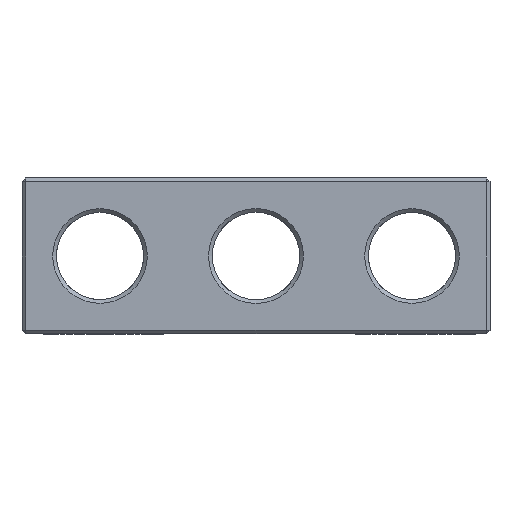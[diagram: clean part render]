
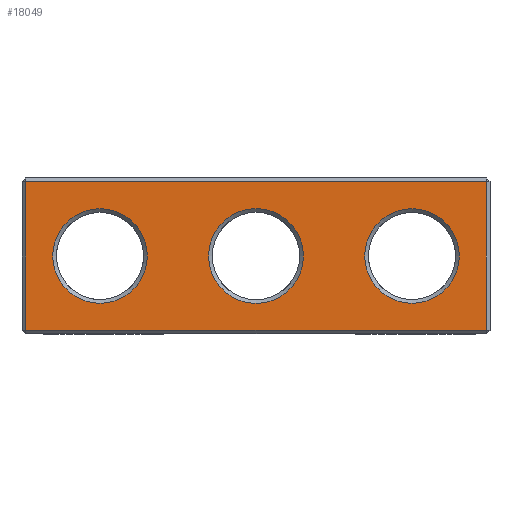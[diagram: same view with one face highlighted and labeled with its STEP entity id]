
A CAD part, front view. The second image highlights one B-rep face of the part: STEP entity #18049.
In plain terms, the highlighted planar face has unit normal (0, -1, 0).
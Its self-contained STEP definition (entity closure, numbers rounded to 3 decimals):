
#1553 = PLANE('',#1554);
#1554 = AXIS2_PLACEMENT_3D('',#1555,#1556,#1557);
#1555 = CARTESIAN_POINT('',(-31.25,-6.1,0.15));
#1556 = DIRECTION('',(0.,-0.707,-0.707));
#1557 = DIRECTION('',(-1.,-0.,-0.));
#10625 = VERTEX_POINT('',#10626);
#10626 = CARTESIAN_POINT('',(-30.95,-6.25,0.3));
#10652 = EDGE_CURVE('',#10625,#10653,#10655,.T.);
#10653 = VERTEX_POINT('',#10654);
#10654 = CARTESIAN_POINT('',(5.95,-6.25,0.3));
#10655 = SURFACE_CURVE('',#10656,(#10660,#10667),.PCURVE_S1.);
#10656 = LINE('',#10657,#10658);
#10657 = CARTESIAN_POINT('',(-31.25,-6.25,0.3));
#10658 = VECTOR('',#10659,1.);
#10659 = DIRECTION('',(1.,0.,0.));
#10660 = PCURVE('',#1553,#10661);
#10661 = DEFINITIONAL_REPRESENTATION('',(#10662),#10666);
#10662 = LINE('',#10663,#10664);
#10663 = CARTESIAN_POINT('',(-0.,-0.212));
#10664 = VECTOR('',#10665,1.);
#10665 = DIRECTION('',(-1.,0.));
#10666 = ( GEOMETRIC_REPRESENTATION_CONTEXT(2) 
PARAMETRIC_REPRESENTATION_CONTEXT() REPRESENTATION_CONTEXT('2D SPACE',''
  ) );
#10667 = PCURVE('',#10668,#10673);
#10668 = PLANE('',#10669);
#10669 = AXIS2_PLACEMENT_3D('',#10670,#10671,#10672);
#10670 = CARTESIAN_POINT('',(-31.25,-6.25,0.));
#10671 = DIRECTION('',(0.,1.,0.));
#10672 = DIRECTION('',(1.,0.,0.));
#10673 = DEFINITIONAL_REPRESENTATION('',(#10674),#10678);
#10674 = LINE('',#10675,#10676);
#10675 = CARTESIAN_POINT('',(0.,-0.3));
#10676 = VECTOR('',#10677,1.);
#10677 = DIRECTION('',(1.,0.));
#10678 = ( GEOMETRIC_REPRESENTATION_CONTEXT(2) 
PARAMETRIC_REPRESENTATION_CONTEXT() REPRESENTATION_CONTEXT('2D SPACE',''
  ) );
#17435 = PLANE('',#17436);
#17436 = AXIS2_PLACEMENT_3D('',#17437,#17438,#17439);
#17437 = CARTESIAN_POINT('',(6.1,-6.1,0.));
#17438 = DIRECTION('',(0.707,-0.707,0.));
#17439 = DIRECTION('',(-0.,-0.,-1.));
#18038 = PLANE('',#18039);
#18039 = AXIS2_PLACEMENT_3D('',#18040,#18041,#18042);
#18040 = CARTESIAN_POINT('',(-31.1,-6.1,0.));
#18041 = DIRECTION('',(-0.707,-0.707,0.));
#18042 = DIRECTION('',(-0.,-0.,-1.));
#18049 = ADVANCED_FACE('',(#18050,#18125,#18160,#18191),#10668,.F.);
#18050 = FACE_BOUND('',#18051,.F.);
#18051 = EDGE_LOOP('',(#18052,#18082,#18103,#18104));
#18052 = ORIENTED_EDGE('',*,*,#18053,.T.);
#18053 = EDGE_CURVE('',#18054,#18056,#18058,.T.);
#18054 = VERTEX_POINT('',#18055);
#18055 = CARTESIAN_POINT('',(-30.95,-6.25,12.2));
#18056 = VERTEX_POINT('',#18057);
#18057 = CARTESIAN_POINT('',(5.95,-6.25,12.2));
#18058 = SURFACE_CURVE('',#18059,(#18063,#18070),.PCURVE_S1.);
#18059 = LINE('',#18060,#18061);
#18060 = CARTESIAN_POINT('',(-31.25,-6.25,12.2));
#18061 = VECTOR('',#18062,1.);
#18062 = DIRECTION('',(1.,0.,0.));
#18063 = PCURVE('',#10668,#18064);
#18064 = DEFINITIONAL_REPRESENTATION('',(#18065),#18069);
#18065 = LINE('',#18066,#18067);
#18066 = CARTESIAN_POINT('',(0.,-12.2));
#18067 = VECTOR('',#18068,1.);
#18068 = DIRECTION('',(1.,0.));
#18069 = ( GEOMETRIC_REPRESENTATION_CONTEXT(2) 
PARAMETRIC_REPRESENTATION_CONTEXT() REPRESENTATION_CONTEXT('2D SPACE',''
  ) );
#18070 = PCURVE('',#18071,#18076);
#18071 = PLANE('',#18072);
#18072 = AXIS2_PLACEMENT_3D('',#18073,#18074,#18075);
#18073 = CARTESIAN_POINT('',(-31.25,-6.1,12.35));
#18074 = DIRECTION('',(0.,0.707,-0.707));
#18075 = DIRECTION('',(-1.,-0.,-0.));
#18076 = DEFINITIONAL_REPRESENTATION('',(#18077),#18081);
#18077 = LINE('',#18078,#18079);
#18078 = CARTESIAN_POINT('',(-0.,-0.212));
#18079 = VECTOR('',#18080,1.);
#18080 = DIRECTION('',(-1.,0.));
#18081 = ( GEOMETRIC_REPRESENTATION_CONTEXT(2) 
PARAMETRIC_REPRESENTATION_CONTEXT() REPRESENTATION_CONTEXT('2D SPACE',''
  ) );
#18082 = ORIENTED_EDGE('',*,*,#18083,.F.);
#18083 = EDGE_CURVE('',#10653,#18056,#18084,.T.);
#18084 = SURFACE_CURVE('',#18085,(#18089,#18096),.PCURVE_S1.);
#18085 = LINE('',#18086,#18087);
#18086 = CARTESIAN_POINT('',(5.95,-6.25,0.));
#18087 = VECTOR('',#18088,1.);
#18088 = DIRECTION('',(0.,0.,1.));
#18089 = PCURVE('',#10668,#18090);
#18090 = DEFINITIONAL_REPRESENTATION('',(#18091),#18095);
#18091 = LINE('',#18092,#18093);
#18092 = CARTESIAN_POINT('',(37.2,0.));
#18093 = VECTOR('',#18094,1.);
#18094 = DIRECTION('',(0.,-1.));
#18095 = ( GEOMETRIC_REPRESENTATION_CONTEXT(2) 
PARAMETRIC_REPRESENTATION_CONTEXT() REPRESENTATION_CONTEXT('2D SPACE',''
  ) );
#18096 = PCURVE('',#17435,#18097);
#18097 = DEFINITIONAL_REPRESENTATION('',(#18098),#18102);
#18098 = LINE('',#18099,#18100);
#18099 = CARTESIAN_POINT('',(-0.,-0.212));
#18100 = VECTOR('',#18101,1.);
#18101 = DIRECTION('',(-1.,0.));
#18102 = ( GEOMETRIC_REPRESENTATION_CONTEXT(2) 
PARAMETRIC_REPRESENTATION_CONTEXT() REPRESENTATION_CONTEXT('2D SPACE',''
  ) );
#18103 = ORIENTED_EDGE('',*,*,#10652,.F.);
#18104 = ORIENTED_EDGE('',*,*,#18105,.T.);
#18105 = EDGE_CURVE('',#10625,#18054,#18106,.T.);
#18106 = SURFACE_CURVE('',#18107,(#18111,#18118),.PCURVE_S1.);
#18107 = LINE('',#18108,#18109);
#18108 = CARTESIAN_POINT('',(-30.95,-6.25,0.));
#18109 = VECTOR('',#18110,1.);
#18110 = DIRECTION('',(0.,0.,1.));
#18111 = PCURVE('',#10668,#18112);
#18112 = DEFINITIONAL_REPRESENTATION('',(#18113),#18117);
#18113 = LINE('',#18114,#18115);
#18114 = CARTESIAN_POINT('',(0.3,0.));
#18115 = VECTOR('',#18116,1.);
#18116 = DIRECTION('',(0.,-1.));
#18117 = ( GEOMETRIC_REPRESENTATION_CONTEXT(2) 
PARAMETRIC_REPRESENTATION_CONTEXT() REPRESENTATION_CONTEXT('2D SPACE',''
  ) );
#18118 = PCURVE('',#18038,#18119);
#18119 = DEFINITIONAL_REPRESENTATION('',(#18120),#18124);
#18120 = LINE('',#18121,#18122);
#18121 = CARTESIAN_POINT('',(-0.,0.212));
#18122 = VECTOR('',#18123,1.);
#18123 = DIRECTION('',(-1.,0.));
#18124 = ( GEOMETRIC_REPRESENTATION_CONTEXT(2) 
PARAMETRIC_REPRESENTATION_CONTEXT() REPRESENTATION_CONTEXT('2D SPACE',''
  ) );
#18125 = FACE_BOUND('',#18126,.F.);
#18126 = EDGE_LOOP('',(#18127));
#18127 = ORIENTED_EDGE('',*,*,#18128,.T.);
#18128 = EDGE_CURVE('',#18129,#18129,#18131,.T.);
#18129 = VERTEX_POINT('',#18130);
#18130 = CARTESIAN_POINT('',(-25.,-6.25,10.04));
#18131 = SURFACE_CURVE('',#18132,(#18137,#18148),.PCURVE_S1.);
#18132 = CIRCLE('',#18133,3.79);
#18133 = AXIS2_PLACEMENT_3D('',#18134,#18135,#18136);
#18134 = CARTESIAN_POINT('',(-25.,-6.25,6.25));
#18135 = DIRECTION('',(0.,-1.,0.));
#18136 = DIRECTION('',(0.,0.,1.));
#18137 = PCURVE('',#10668,#18138);
#18138 = DEFINITIONAL_REPRESENTATION('',(#18139),#18147);
#18139 = ( BOUNDED_CURVE() B_SPLINE_CURVE(2,(#18140,#18141,#18142,#18143
    ,#18144,#18145,#18146),.UNSPECIFIED.,.T.,.F.) 
B_SPLINE_CURVE_WITH_KNOTS((1,2,2,2,2,1),(-2.094,0.,
    2.094,4.189,6.283,8.378),
.UNSPECIFIED.) CURVE() GEOMETRIC_REPRESENTATION_ITEM() 
RATIONAL_B_SPLINE_CURVE((1.,0.5,1.,0.5,1.,0.5,1.)) REPRESENTATION_ITEM(
  '') );
#18140 = CARTESIAN_POINT('',(6.25,-10.04));
#18141 = CARTESIAN_POINT('',(-0.314,-10.04));
#18142 = CARTESIAN_POINT('',(2.968,-4.355));
#18143 = CARTESIAN_POINT('',(6.25,1.33));
#18144 = CARTESIAN_POINT('',(9.532,-4.355));
#18145 = CARTESIAN_POINT('',(12.814,-10.04));
#18146 = CARTESIAN_POINT('',(6.25,-10.04));
#18147 = ( GEOMETRIC_REPRESENTATION_CONTEXT(2) 
PARAMETRIC_REPRESENTATION_CONTEXT() REPRESENTATION_CONTEXT('2D SPACE',''
  ) );
#18148 = PCURVE('',#18149,#18154);
#18149 = CONICAL_SURFACE('',#18150,3.49,0.785);
#18150 = AXIS2_PLACEMENT_3D('',#18151,#18152,#18153);
#18151 = CARTESIAN_POINT('',(-25.,-5.95,6.25));
#18152 = DIRECTION('',(0.,-1.,0.));
#18153 = DIRECTION('',(0.,0.,1.));
#18154 = DEFINITIONAL_REPRESENTATION('',(#18155),#18159);
#18155 = LINE('',#18156,#18157);
#18156 = CARTESIAN_POINT('',(0.,0.3));
#18157 = VECTOR('',#18158,1.);
#18158 = DIRECTION('',(1.,0.));
#18159 = ( GEOMETRIC_REPRESENTATION_CONTEXT(2) 
PARAMETRIC_REPRESENTATION_CONTEXT() REPRESENTATION_CONTEXT('2D SPACE',''
  ) );
#18160 = FACE_BOUND('',#18161,.F.);
#18161 = EDGE_LOOP('',(#18162));
#18162 = ORIENTED_EDGE('',*,*,#18163,.F.);
#18163 = EDGE_CURVE('',#18164,#18164,#18166,.T.);
#18164 = VERTEX_POINT('',#18165);
#18165 = CARTESIAN_POINT('',(-12.5,-6.25,10.05));
#18166 = SURFACE_CURVE('',#18167,(#18172,#18179),.PCURVE_S1.);
#18167 = CIRCLE('',#18168,3.8);
#18168 = AXIS2_PLACEMENT_3D('',#18169,#18170,#18171);
#18169 = CARTESIAN_POINT('',(-12.5,-6.25,6.25));
#18170 = DIRECTION('',(0.,1.,0.));
#18171 = DIRECTION('',(0.,0.,1.));
#18172 = PCURVE('',#10668,#18173);
#18173 = DEFINITIONAL_REPRESENTATION('',(#18174),#18178);
#18174 = CIRCLE('',#18175,3.8);
#18175 = AXIS2_PLACEMENT_2D('',#18176,#18177);
#18176 = CARTESIAN_POINT('',(18.75,-6.25));
#18177 = DIRECTION('',(0.,-1.));
#18178 = ( GEOMETRIC_REPRESENTATION_CONTEXT(2) 
PARAMETRIC_REPRESENTATION_CONTEXT() REPRESENTATION_CONTEXT('2D SPACE',''
  ) );
#18179 = PCURVE('',#18180,#18185);
#18180 = CONICAL_SURFACE('',#18181,3.5,0.785);
#18181 = AXIS2_PLACEMENT_3D('',#18182,#18183,#18184);
#18182 = CARTESIAN_POINT('',(-12.5,-5.95,6.25));
#18183 = DIRECTION('',(0.,-1.,0.));
#18184 = DIRECTION('',(0.,0.,1.));
#18185 = DEFINITIONAL_REPRESENTATION('',(#18186),#18190);
#18186 = LINE('',#18187,#18188);
#18187 = CARTESIAN_POINT('',(-0.,0.3));
#18188 = VECTOR('',#18189,1.);
#18189 = DIRECTION('',(-1.,0.));
#18190 = ( GEOMETRIC_REPRESENTATION_CONTEXT(2) 
PARAMETRIC_REPRESENTATION_CONTEXT() REPRESENTATION_CONTEXT('2D SPACE',''
  ) );
#18191 = FACE_BOUND('',#18192,.F.);
#18192 = EDGE_LOOP('',(#18193));
#18193 = ORIENTED_EDGE('',*,*,#18194,.F.);
#18194 = EDGE_CURVE('',#18195,#18195,#18197,.T.);
#18195 = VERTEX_POINT('',#18196);
#18196 = CARTESIAN_POINT('',(0.,-6.25,10.04));
#18197 = SURFACE_CURVE('',#18198,(#18203,#18210),.PCURVE_S1.);
#18198 = CIRCLE('',#18199,3.79);
#18199 = AXIS2_PLACEMENT_3D('',#18200,#18201,#18202);
#18200 = CARTESIAN_POINT('',(0.,-6.25,6.25));
#18201 = DIRECTION('',(0.,1.,0.));
#18202 = DIRECTION('',(0.,0.,1.));
#18203 = PCURVE('',#10668,#18204);
#18204 = DEFINITIONAL_REPRESENTATION('',(#18205),#18209);
#18205 = CIRCLE('',#18206,3.79);
#18206 = AXIS2_PLACEMENT_2D('',#18207,#18208);
#18207 = CARTESIAN_POINT('',(31.25,-6.25));
#18208 = DIRECTION('',(0.,-1.));
#18209 = ( GEOMETRIC_REPRESENTATION_CONTEXT(2) 
PARAMETRIC_REPRESENTATION_CONTEXT() REPRESENTATION_CONTEXT('2D SPACE',''
  ) );
#18210 = PCURVE('',#18211,#18216);
#18211 = CONICAL_SURFACE('',#18212,3.79,0.785);
#18212 = AXIS2_PLACEMENT_3D('',#18213,#18214,#18215);
#18213 = CARTESIAN_POINT('',(0.,-6.25,6.25));
#18214 = DIRECTION('',(0.,-1.,0.));
#18215 = DIRECTION('',(0.,0.,1.));
#18216 = DEFINITIONAL_REPRESENTATION('',(#18217),#18221);
#18217 = LINE('',#18218,#18219);
#18218 = CARTESIAN_POINT('',(-0.,-0.));
#18219 = VECTOR('',#18220,1.);
#18220 = DIRECTION('',(-1.,-0.));
#18221 = ( GEOMETRIC_REPRESENTATION_CONTEXT(2) 
PARAMETRIC_REPRESENTATION_CONTEXT() REPRESENTATION_CONTEXT('2D SPACE',''
  ) );
